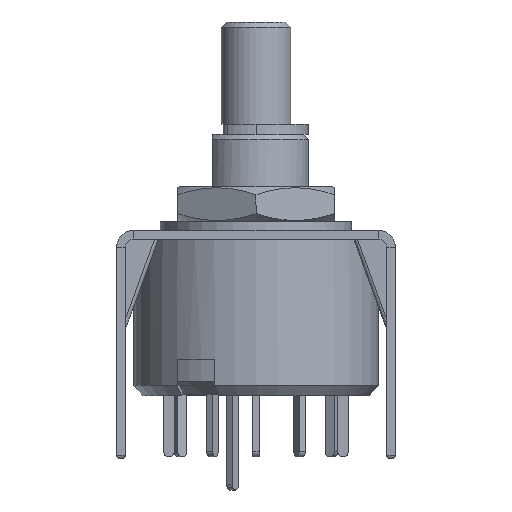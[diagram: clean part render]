
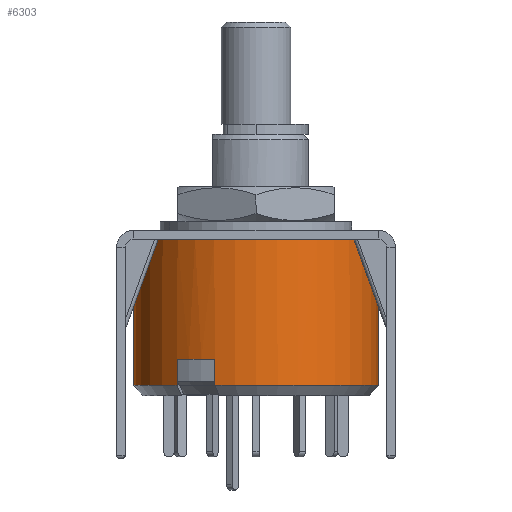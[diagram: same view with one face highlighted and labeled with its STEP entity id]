
A CAD part, front view. The second image highlights one B-rep face of the part: STEP entity #6303.
In plain terms, the highlighted cylindrical face has radius 7 mm (diameter 14 mm), a partial arc.
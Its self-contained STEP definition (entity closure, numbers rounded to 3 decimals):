
#192 = VECTOR ( 'NONE', #1988, 1000. ) ;
#304 = DIRECTION ( 'NONE',  ( 0., 0., 1. ) ) ;
#561 = VERTEX_POINT ( 'NONE', #12700 ) ;
#579 = VERTEX_POINT ( 'NONE', #11555 ) ;
#735 = EDGE_CURVE ( 'NONE', #9466, #561, #8397, .T. ) ;
#876 = DIRECTION ( 'NONE',  ( 0., 0., -1. ) ) ;
#990 = VECTOR ( 'NONE', #876, 1000. ) ;
#1068 = ORIENTED_EDGE ( 'NONE', *, *, #9987, .T. ) ;
#1310 = AXIS2_PLACEMENT_3D ( 'NONE', #12664, #16926, #11395 ) ;
#1414 = LINE ( 'NONE', #13145, #990 ) ;
#1630 = CARTESIAN_POINT ( 'NONE',  ( -7., 0., 0.95 ) ) ;
#1988 = DIRECTION ( 'NONE',  ( 0., 0., 1. ) ) ;
#2957 = EDGE_LOOP ( 'NONE', ( #16004, #9213, #14210, #7834, #13456, #1068, #12580, #3144 ) ) ;
#2988 = CARTESIAN_POINT ( 'NONE',  ( 0., 0., -5.9 ) ) ;
#3144 = ORIENTED_EDGE ( 'NONE', *, *, #5522, .F. ) ;
#3510 = CARTESIAN_POINT ( 'NONE',  ( 0., 0., 0.95 ) ) ;
#3563 = DIRECTION ( 'NONE',  ( -1., 0., 0. ) ) ;
#4934 = CARTESIAN_POINT ( 'NONE',  ( -7., 0., 9. ) ) ;
#5097 = DIRECTION ( 'NONE',  ( 0., 0., -1. ) ) ;
#5301 = CIRCLE ( 'NONE', #10123, 7. ) ;
#5522 = EDGE_CURVE ( 'NONE', #579, #17514, #10006, .T. ) ;
#5546 = CARTESIAN_POINT ( 'NONE',  ( -4.526, -5.34, -7.4 ) ) ;
#5699 = DIRECTION ( 'NONE',  ( -1., 0., 0. ) ) ;
#5871 = VERTEX_POINT ( 'NONE', #8857 ) ;
#6161 = LINE ( 'NONE', #8975, #9365 ) ;
#6303 = ADVANCED_FACE ( 'NONE', ( #17418 ), #14254, .T. ) ;
#6821 = CARTESIAN_POINT ( 'NONE',  ( 0., 0., -7.4 ) ) ;
#7458 = EDGE_CURVE ( 'NONE', #9466, #15755, #12311, .T. ) ;
#7800 = AXIS2_PLACEMENT_3D ( 'NONE', #2988, #304, #5699 ) ;
#7834 = ORIENTED_EDGE ( 'NONE', *, *, #735, .F. ) ;
#8250 = DIRECTION ( 'NONE',  ( 1., 0., 0. ) ) ;
#8397 = CIRCLE ( 'NONE', #16502, 7. ) ;
#8576 = AXIS2_PLACEMENT_3D ( 'NONE', #16370, #13695, #11126 ) ;
#8857 = CARTESIAN_POINT ( 'NONE',  ( -2.361, -6.59, -5.9 ) ) ;
#8975 = CARTESIAN_POINT ( 'NONE',  ( 7., 0., 9. ) ) ;
#9213 = ORIENTED_EDGE ( 'NONE', *, *, #17409, .T. ) ;
#9365 = VECTOR ( 'NONE', #13194, 1000. ) ;
#9466 = VERTEX_POINT ( 'NONE', #5546 ) ;
#9770 = CARTESIAN_POINT ( 'NONE',  ( 7., 0., 0.95 ) ) ;
#9987 = EDGE_CURVE ( 'NONE', #15755, #5871, #11008, .T. ) ;
#10006 = CIRCLE ( 'NONE', #8576, 7. ) ;
#10123 = AXIS2_PLACEMENT_3D ( 'NONE', #3510, #17040, #3563 ) ;
#10671 = LINE ( 'NONE', #4934, #17065 ) ;
#10740 = VERTEX_POINT ( 'NONE', #9770 ) ;
#10925 = DIRECTION ( 'NONE',  ( 0., 0., -1. ) ) ;
#11008 = CIRCLE ( 'NONE', #7800, 7. ) ;
#11038 = CARTESIAN_POINT ( 'NONE',  ( -4.526, -5.34, 9. ) ) ;
#11126 = DIRECTION ( 'NONE',  ( 1., 0., 0. ) ) ;
#11395 = DIRECTION ( 'NONE',  ( -1., 0., 0. ) ) ;
#11514 = CARTESIAN_POINT ( 'NONE',  ( -2.361, -6.59, -7.4 ) ) ;
#11555 = CARTESIAN_POINT ( 'NONE',  ( 7., 0., -7.4 ) ) ;
#12311 = LINE ( 'NONE', #11038, #192 ) ;
#12580 = ORIENTED_EDGE ( 'NONE', *, *, #12741, .T. ) ;
#12664 = CARTESIAN_POINT ( 'NONE',  ( 0., 0., 9. ) ) ;
#12700 = CARTESIAN_POINT ( 'NONE',  ( -7., 0., -7.4 ) ) ;
#12741 = EDGE_CURVE ( 'NONE', #5871, #17514, #1414, .T. ) ;
#13145 = CARTESIAN_POINT ( 'NONE',  ( -2.361, -6.59, 9. ) ) ;
#13194 = DIRECTION ( 'NONE',  ( 0., 0., -1. ) ) ;
#13456 = ORIENTED_EDGE ( 'NONE', *, *, #7458, .T. ) ;
#13695 = DIRECTION ( 'NONE',  ( 0., 0., -1. ) ) ;
#14210 = ORIENTED_EDGE ( 'NONE', *, *, #15238, .T. ) ;
#14254 = CYLINDRICAL_SURFACE ( 'NONE', #1310, 7. ) ;
#15238 = EDGE_CURVE ( 'NONE', #15593, #561, #10671, .T. ) ;
#15593 = VERTEX_POINT ( 'NONE', #1630 ) ;
#15755 = VERTEX_POINT ( 'NONE', #17444 ) ;
#16004 = ORIENTED_EDGE ( 'NONE', *, *, #16920, .F. ) ;
#16370 = CARTESIAN_POINT ( 'NONE',  ( 0., 0., -7.4 ) ) ;
#16502 = AXIS2_PLACEMENT_3D ( 'NONE', #6821, #10925, #8250 ) ;
#16920 = EDGE_CURVE ( 'NONE', #10740, #579, #6161, .T. ) ;
#16926 = DIRECTION ( 'NONE',  ( 0., 0., -1. ) ) ;
#17040 = DIRECTION ( 'NONE',  ( 0., 0., -1. ) ) ;
#17065 = VECTOR ( 'NONE', #5097, 1000. ) ;
#17409 = EDGE_CURVE ( 'NONE', #10740, #15593, #5301, .T. ) ;
#17418 = FACE_OUTER_BOUND ( 'NONE', #2957, .T. ) ;
#17444 = CARTESIAN_POINT ( 'NONE',  ( -4.526, -5.34, -5.9 ) ) ;
#17514 = VERTEX_POINT ( 'NONE', #11514 ) ;
